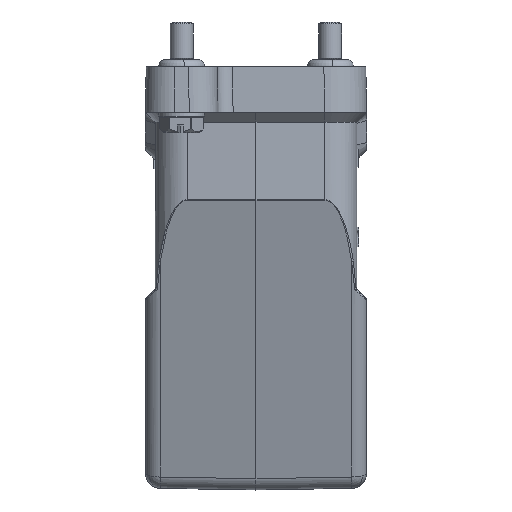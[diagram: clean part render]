
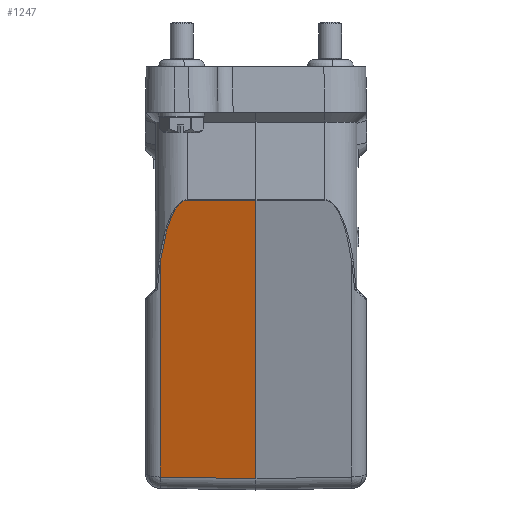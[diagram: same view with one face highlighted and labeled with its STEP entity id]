
A CAD part, left-side view. The second image highlights one B-rep face of the part: STEP entity #1247.
In plain terms, the highlighted planar face has unit normal (-0.966, 0.018, -0.259).
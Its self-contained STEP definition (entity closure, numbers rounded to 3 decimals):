
#492=B_SPLINE_CURVE_WITH_KNOTS('',3,(#17655,#17656,#17657,#17658,#17659,
#17660,#17661,#17662,#17663,#17664,#17665,#17666,#17667,#17668,#17669,#17670,
#17671,#17672,#17673,#17674),.UNSPECIFIED.,.F.,.F.,(4,2,2,2,2,2,2,2,2,4),
(0.,0.25,0.5,0.625,0.75,0.813,0.875,0.938,0.969,1.),.UNSPECIFIED.);
#1247=ADVANCED_FACE('NONE',(#2013),#1560,.F.);
#1560=PLANE('',#9706);
#2013=FACE_OUTER_BOUND('',#2576,.T.);
#2576=EDGE_LOOP('',(#6083,#6084,#6085,#6086,#6087));
#3264=LINE('',#17808,#3947);
#3301=LINE('',#18370,#3984);
#3302=LINE('',#18372,#3985);
#3303=LINE('',#18373,#3986);
#3947=VECTOR('',#11533,1.);
#3984=VECTOR('',#11640,1.);
#3985=VECTOR('',#11641,1.);
#3986=VECTOR('',#11642,1.);
#6083=ORIENTED_EDGE('',*,*,#8654,.F.);
#6084=ORIENTED_EDGE('',*,*,#8655,.F.);
#6085=ORIENTED_EDGE('',*,*,#8585,.F.);
#6086=ORIENTED_EDGE('',*,*,#8580,.F.);
#6087=ORIENTED_EDGE('',*,*,#8656,.F.);
#6779=VERTEX_POINT('',#12234);
#7403=VERTEX_POINT('',#17649);
#7404=VERTEX_POINT('',#17654);
#7407=VERTEX_POINT('',#17809);
#7445=VERTEX_POINT('',#18371);
#8580=EDGE_CURVE('NONE',#7404,#7403,#492,.T.);
#8585=EDGE_CURVE('NONE',#7403,#7407,#3264,.T.);
#8654=EDGE_CURVE('NONE',#7445,#6779,#3301,.T.);
#8655=EDGE_CURVE('NONE',#7407,#7445,#3302,.T.);
#8656=EDGE_CURVE('NONE',#6779,#7404,#3303,.T.);
#9706=AXIS2_PLACEMENT_3D('',#18374,#11643,#11644);
#11533=DIRECTION('',(-0.017,-1.,-0.002));
#11640=DIRECTION('',(0.013,1.,0.017));
#11641=DIRECTION('',(0.259,0.,-0.966));
#11642=DIRECTION('',(-0.259,0.,0.966));
#11643=DIRECTION('',(0.966,-0.017,0.259));
#11644=DIRECTION('',(0.259,0.,-0.966));
#12234=CARTESIAN_POINT('',(-55.094,25.07,-95.598));
#17649=CARTESIAN_POINT('',(-74.668,18.048,-23.022));
#17654=CARTESIAN_POINT('',(-70.235,25.07,-39.091));
#17655=CARTESIAN_POINT('',(-70.235,25.07,-39.091));
#17656=CARTESIAN_POINT('',(-70.646,24.866,-37.573));
#17657=CARTESIAN_POINT('',(-71.055,24.619,-36.062));
#17658=CARTESIAN_POINT('',(-71.87,24.009,-33.061));
#17659=CARTESIAN_POINT('',(-72.276,23.647,-31.571));
#17660=CARTESIAN_POINT('',(-72.876,22.965,-29.377));
#17661=CARTESIAN_POINT('',(-73.075,22.714,-28.653));
#17662=CARTESIAN_POINT('',(-73.466,22.142,-27.232));
#17663=CARTESIAN_POINT('',(-73.659,21.823,-26.533));
#17664=CARTESIAN_POINT('',(-73.938,21.258,-25.531));
#17665=CARTESIAN_POINT('',(-74.029,21.054,-25.205));
#17666=CARTESIAN_POINT('',(-74.204,20.607,-24.58));
#17667=CARTESIAN_POINT('',(-74.289,20.363,-24.281));
#17668=CARTESIAN_POINT('',(-74.444,19.815,-23.739));
#17669=CARTESIAN_POINT('',(-74.515,19.511,-23.494));
#17670=CARTESIAN_POINT('',(-74.597,18.996,-23.223));
#17671=CARTESIAN_POINT('',(-74.62,18.814,-23.149));
#17672=CARTESIAN_POINT('',(-74.654,18.439,-23.048));
#17673=CARTESIAN_POINT('',(-74.665,18.244,-23.022));
#17674=CARTESIAN_POINT('',(-74.668,18.048,-23.022));
#17808=CARTESIAN_POINT('',(-74.662,18.396,-23.021));
#17809=CARTESIAN_POINT('',(-74.983,0.,-23.064));
#18370=CARTESIAN_POINT('',(-55.43,0.,-96.036));
#18371=CARTESIAN_POINT('',(-55.43,0.,-96.036));
#18372=CARTESIAN_POINT('',(-54.636,0.,-99.));
#18373=CARTESIAN_POINT('',(-54.213,25.07,-98.887));
#18374=CARTESIAN_POINT('',(-54.636,0.,-99.));
